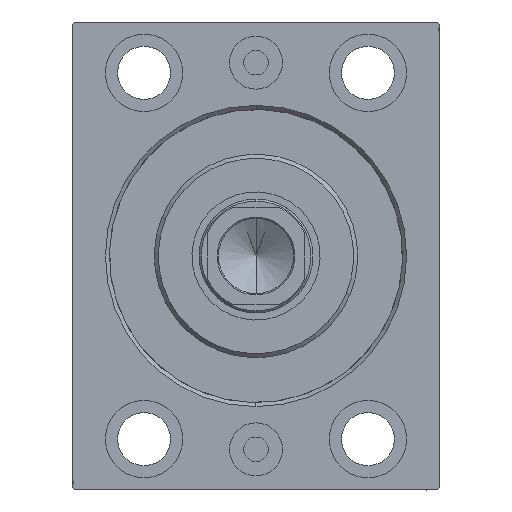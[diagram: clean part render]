
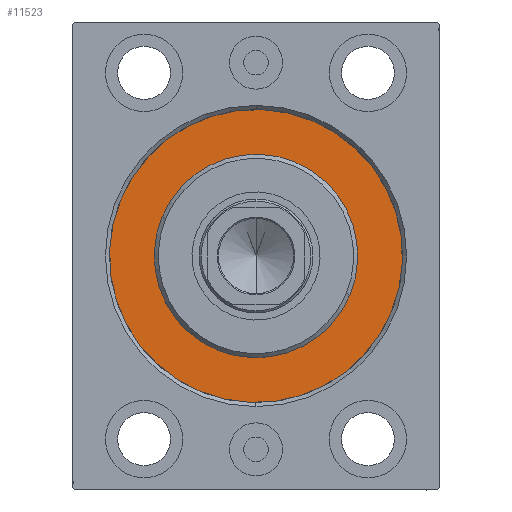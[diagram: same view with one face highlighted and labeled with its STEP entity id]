
A CAD part, left-side view. The second image highlights one B-rep face of the part: STEP entity #11523.
In plain terms, the highlighted face is planar.
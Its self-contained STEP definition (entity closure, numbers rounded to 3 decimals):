
#267 = ORIENTED_EDGE ( 'NONE', *, *, #7870, .F. ) ;
#1432 = DIRECTION ( 'NONE',  ( 1., 0., 0. ) ) ;
#1752 = AXIS2_PLACEMENT_3D ( 'NONE', #23666, #9741, #34082 ) ;
#2473 = DIRECTION ( 'NONE',  ( 1., 0., 0. ) ) ;
#4091 = AXIS2_PLACEMENT_3D ( 'NONE', #9875, #22527, #15651 ) ;
#5274 = CIRCLE ( 'NONE', #1752, 36. ) ;
#5970 = DIRECTION ( 'NONE',  ( -1., 0., 0. ) ) ;
#6607 = CARTESIAN_POINT ( 'NONE',  ( 0., 0., 0. ) ) ;
#7870 = EDGE_CURVE ( 'NONE', #18569, #38240, #28475, .T. ) ;
#8344 = CIRCLE ( 'NONE', #4091, 36. ) ;
#9741 = DIRECTION ( 'NONE',  ( -1., 0., 0. ) ) ;
#9875 = CARTESIAN_POINT ( 'NONE',  ( 0., 0., 0. ) ) ;
#10404 = CIRCLE ( 'NONE', #32367, 25. ) ;
#11523 = ADVANCED_FACE ( 'NONE', ( #43175, #13482 ), #19720, .F. ) ;
#12002 = ORIENTED_EDGE ( 'NONE', *, *, #41674, .F. ) ;
#13482 = FACE_OUTER_BOUND ( 'NONE', #37705, .T. ) ;
#13578 = CARTESIAN_POINT ( 'NONE',  ( 0., 0., -36. ) ) ;
#15322 = VERTEX_POINT ( 'NONE', #41737 ) ;
#15651 = DIRECTION ( 'NONE',  ( 0., 0., 1. ) ) ;
#15849 = AXIS2_PLACEMENT_3D ( 'NONE', #6607, #5970, #16804 ) ;
#16804 = DIRECTION ( 'NONE',  ( 0., 0., 1. ) ) ;
#18505 = EDGE_CURVE ( 'NONE', #41507, #15322, #5274, .T. ) ;
#18569 = VERTEX_POINT ( 'NONE', #41138 ) ;
#19720 = PLANE ( 'NONE',  #15849 ) ;
#22527 = DIRECTION ( 'NONE',  ( -1., 0., 0. ) ) ;
#23666 = CARTESIAN_POINT ( 'NONE',  ( 0., 0., 0. ) ) ;
#24490 = CARTESIAN_POINT ( 'NONE',  ( 0., 0., 0. ) ) ;
#26832 = DIRECTION ( 'NONE',  ( 0., 0., -1. ) ) ;
#27778 = EDGE_CURVE ( 'NONE', #15322, #41507, #8344, .T. ) ;
#28475 = CIRCLE ( 'NONE', #34149, 25. ) ;
#29731 = CARTESIAN_POINT ( 'NONE',  ( 0., 0., 0. ) ) ;
#31357 = DIRECTION ( 'NONE',  ( 0., 0., -1. ) ) ;
#32367 = AXIS2_PLACEMENT_3D ( 'NONE', #29731, #2473, #26832 ) ;
#33054 = ORIENTED_EDGE ( 'NONE', *, *, #27778, .F. ) ;
#33335 = EDGE_LOOP ( 'NONE', ( #12002, #267 ) ) ;
#34082 = DIRECTION ( 'NONE',  ( 0., 0., 1. ) ) ;
#34149 = AXIS2_PLACEMENT_3D ( 'NONE', #24490, #1432, #31357 ) ;
#36286 = CARTESIAN_POINT ( 'NONE',  ( 0., 0., 25. ) ) ;
#37705 = EDGE_LOOP ( 'NONE', ( #42131, #33054 ) ) ;
#38240 = VERTEX_POINT ( 'NONE', #36286 ) ;
#41138 = CARTESIAN_POINT ( 'NONE',  ( 0., 0., -25. ) ) ;
#41507 = VERTEX_POINT ( 'NONE', #13578 ) ;
#41674 = EDGE_CURVE ( 'NONE', #38240, #18569, #10404, .T. ) ;
#41737 = CARTESIAN_POINT ( 'NONE',  ( 0., 0., 36. ) ) ;
#42131 = ORIENTED_EDGE ( 'NONE', *, *, #18505, .F. ) ;
#43175 = FACE_BOUND ( 'NONE', #33335, .T. ) ;
